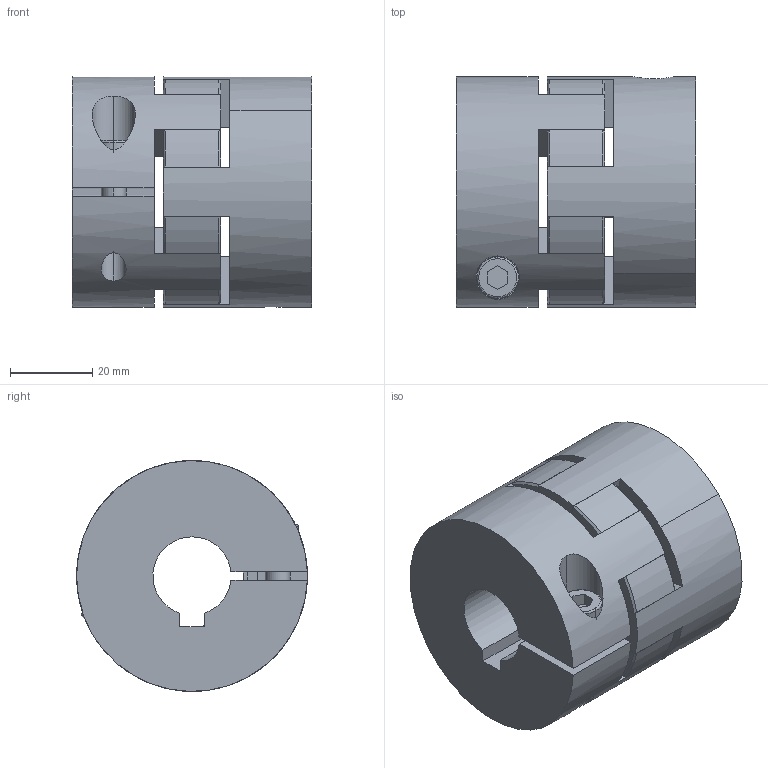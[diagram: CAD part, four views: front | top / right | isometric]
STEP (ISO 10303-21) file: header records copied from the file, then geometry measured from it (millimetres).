
FILE_DESCRIPTION(('STEP AP214'),'1');
FILE_NAME('cctmp_96EF962F-895C-4D76-9351-8502B02E7574_2023_06_13_13_53_43_0817..stp','2023-06-13T11:53:43',('R+W Antriebselemente GmbH'),('CADClick - www.CADClick.com'),'Spatial InterOp 3D',' ','unknown authorization');
FILE_SCHEMA(('AUTOMOTIVE_DESIGN'));
Length unit declared in the file: millimetre
Products named in the file (4): cc_unnamed; EKL/60/58/B/19-PFN/25-PFN_2; EKL/60/58/B/19-PFN/25-PFN_1; EKL/60/58/B/19-PFN/25-PFN
Assembly tree (3 placements, depth 2):
  cc_unnamed
    EKL/60/58/B/19-PFN/25-PFN_2
    EKL/60/58/B/19-PFN/25-PFN_1
    EKL/60/58/B/19-PFN/25-PFN
Bounding box: 58 x 55.98 x 56 mm (x, y, z)
Volume: 106957.1 mm3; surface area: 34157.1 mm2
Topology: 3 solids, 3 shells, 156 faces, 416 edges, 276 vertices
Faces by surface type: plane 78, cylinder 58, cone 16, torus 4
Entity records: 6549 total; most frequent: CARTESIAN_POINT 1152, DIRECTION 876, ORIENTED_EDGE 832, EDGE_CURVE 416, AXIS2_PLACEMENT_3D 308, VERTEX_POINT 276, LINE 260, VECTOR 260
